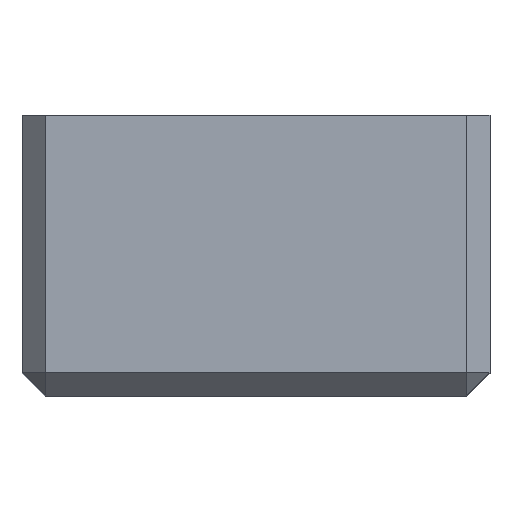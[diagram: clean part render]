
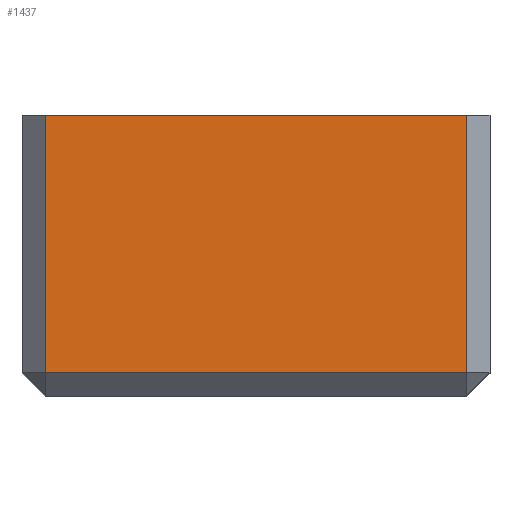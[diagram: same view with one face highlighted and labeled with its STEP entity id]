
A CAD part, top view. The second image highlights one B-rep face of the part: STEP entity #1437.
In plain terms, the highlighted planar face has unit normal (0, 0, 1).
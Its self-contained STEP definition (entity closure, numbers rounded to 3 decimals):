
#72 = PLANE('',#73);
#73 = AXIS2_PLACEMENT_3D('',#74,#75,#76);
#74 = CARTESIAN_POINT('',(-9.925,0.,2.));
#75 = DIRECTION('',(0.,-1.,0.));
#76 = DIRECTION('',(1.,0.,0.));
#100 = PLANE('',#101);
#101 = AXIS2_PLACEMENT_3D('',#102,#103,#104);
#102 = CARTESIAN_POINT('',(-7.425,0.,103.5));
#103 = DIRECTION('',(0.707,0.,-0.707));
#104 = DIRECTION('',(0.,1.,0.));
#359 = EDGE_CURVE('',#360,#362,#364,.T.);
#360 = VERTEX_POINT('',#361);
#361 = CARTESIAN_POINT('',(-4.925,0.,106.));
#362 = VERTEX_POINT('',#363);
#363 = CARTESIAN_POINT('',(85.075,0.,106.));
#364 = SURFACE_CURVE('',#365,(#369,#376),.PCURVE_S1.);
#365 = LINE('',#366,#367);
#366 = CARTESIAN_POINT('',(-9.925,0.,106.));
#367 = VECTOR('',#368,1.);
#368 = DIRECTION('',(1.,0.,0.));
#369 = PCURVE('',#72,#370);
#370 = DEFINITIONAL_REPRESENTATION('',(#371),#375);
#371 = LINE('',#372,#373);
#372 = CARTESIAN_POINT('',(0.,104.));
#373 = VECTOR('',#374,1.);
#374 = DIRECTION('',(1.,0.));
#375 = ( GEOMETRIC_REPRESENTATION_CONTEXT(2) 
PARAMETRIC_REPRESENTATION_CONTEXT() REPRESENTATION_CONTEXT('2D SPACE',''
  ) );
#376 = PCURVE('',#377,#382);
#377 = PLANE('',#378);
#378 = AXIS2_PLACEMENT_3D('',#379,#380,#381);
#379 = CARTESIAN_POINT('',(-9.925,0.,106.));
#380 = DIRECTION('',(0.,0.,1.));
#381 = DIRECTION('',(0.,-1.,0.));
#382 = DEFINITIONAL_REPRESENTATION('',(#383),#387);
#383 = LINE('',#384,#385);
#384 = CARTESIAN_POINT('',(0.,0.));
#385 = VECTOR('',#386,1.);
#386 = DIRECTION('',(0.,1.));
#387 = ( GEOMETRIC_REPRESENTATION_CONTEXT(2) 
PARAMETRIC_REPRESENTATION_CONTEXT() REPRESENTATION_CONTEXT('2D SPACE',''
  ) );
#623 = PLANE('',#624);
#624 = AXIS2_PLACEMENT_3D('',#625,#626,#627);
#625 = CARTESIAN_POINT('',(87.575,0.,103.5));
#626 = DIRECTION('',(0.707,0.,0.707));
#627 = DIRECTION('',(0.,-1.,0.));
#991 = VERTEX_POINT('',#992);
#992 = CARTESIAN_POINT('',(-4.925,-55.,106.));
#1013 = EDGE_CURVE('',#360,#991,#1014,.T.);
#1014 = SURFACE_CURVE('',#1015,(#1019,#1026),.PCURVE_S1.);
#1015 = LINE('',#1016,#1017);
#1016 = CARTESIAN_POINT('',(-4.925,0.,106.));
#1017 = VECTOR('',#1018,1.);
#1018 = DIRECTION('',(0.,-1.,0.));
#1019 = PCURVE('',#100,#1020);
#1020 = DEFINITIONAL_REPRESENTATION('',(#1021),#1025);
#1021 = LINE('',#1022,#1023);
#1022 = CARTESIAN_POINT('',(-0.,3.536));
#1023 = VECTOR('',#1024,1.);
#1024 = DIRECTION('',(-1.,0.));
#1025 = ( GEOMETRIC_REPRESENTATION_CONTEXT(2) 
PARAMETRIC_REPRESENTATION_CONTEXT() REPRESENTATION_CONTEXT('2D SPACE',''
  ) );
#1026 = PCURVE('',#377,#1027);
#1027 = DEFINITIONAL_REPRESENTATION('',(#1028),#1032);
#1028 = LINE('',#1029,#1030);
#1029 = CARTESIAN_POINT('',(0.,5.));
#1030 = VECTOR('',#1031,1.);
#1031 = DIRECTION('',(1.,0.));
#1032 = ( GEOMETRIC_REPRESENTATION_CONTEXT(2) 
PARAMETRIC_REPRESENTATION_CONTEXT() REPRESENTATION_CONTEXT('2D SPACE',''
  ) );
#1210 = PLANE('',#1211);
#1211 = AXIS2_PLACEMENT_3D('',#1212,#1213,#1214);
#1212 = CARTESIAN_POINT('',(-9.925,-57.5,103.5));
#1213 = DIRECTION('',(0.,-0.707,0.707));
#1214 = DIRECTION('',(1.,0.,0.));
#1437 = ADVANCED_FACE('',(#1438),#377,.T.);
#1438 = FACE_BOUND('',#1439,.T.);
#1439 = EDGE_LOOP('',(#1440,#1441,#1442,#1465));
#1440 = ORIENTED_EDGE('',*,*,#359,.F.);
#1441 = ORIENTED_EDGE('',*,*,#1013,.T.);
#1442 = ORIENTED_EDGE('',*,*,#1443,.T.);
#1443 = EDGE_CURVE('',#991,#1444,#1446,.T.);
#1444 = VERTEX_POINT('',#1445);
#1445 = CARTESIAN_POINT('',(85.075,-55.,106.));
#1446 = SURFACE_CURVE('',#1447,(#1451,#1458),.PCURVE_S1.);
#1447 = LINE('',#1448,#1449);
#1448 = CARTESIAN_POINT('',(-9.925,-55.,106.));
#1449 = VECTOR('',#1450,1.);
#1450 = DIRECTION('',(1.,0.,0.));
#1451 = PCURVE('',#377,#1452);
#1452 = DEFINITIONAL_REPRESENTATION('',(#1453),#1457);
#1453 = LINE('',#1454,#1455);
#1454 = CARTESIAN_POINT('',(55.,0.));
#1455 = VECTOR('',#1456,1.);
#1456 = DIRECTION('',(0.,1.));
#1457 = ( GEOMETRIC_REPRESENTATION_CONTEXT(2) 
PARAMETRIC_REPRESENTATION_CONTEXT() REPRESENTATION_CONTEXT('2D SPACE',''
  ) );
#1458 = PCURVE('',#1210,#1459);
#1459 = DEFINITIONAL_REPRESENTATION('',(#1460),#1464);
#1460 = LINE('',#1461,#1462);
#1461 = CARTESIAN_POINT('',(0.,3.536));
#1462 = VECTOR('',#1463,1.);
#1463 = DIRECTION('',(1.,0.));
#1464 = ( GEOMETRIC_REPRESENTATION_CONTEXT(2) 
PARAMETRIC_REPRESENTATION_CONTEXT() REPRESENTATION_CONTEXT('2D SPACE',''
  ) );
#1465 = ORIENTED_EDGE('',*,*,#1466,.F.);
#1466 = EDGE_CURVE('',#362,#1444,#1467,.T.);
#1467 = SURFACE_CURVE('',#1468,(#1472,#1479),.PCURVE_S1.);
#1468 = LINE('',#1469,#1470);
#1469 = CARTESIAN_POINT('',(85.075,0.,106.));
#1470 = VECTOR('',#1471,1.);
#1471 = DIRECTION('',(0.,-1.,0.));
#1472 = PCURVE('',#377,#1473);
#1473 = DEFINITIONAL_REPRESENTATION('',(#1474),#1478);
#1474 = LINE('',#1475,#1476);
#1475 = CARTESIAN_POINT('',(0.,95.));
#1476 = VECTOR('',#1477,1.);
#1477 = DIRECTION('',(1.,0.));
#1478 = ( GEOMETRIC_REPRESENTATION_CONTEXT(2) 
PARAMETRIC_REPRESENTATION_CONTEXT() REPRESENTATION_CONTEXT('2D SPACE',''
  ) );
#1479 = PCURVE('',#623,#1480);
#1480 = DEFINITIONAL_REPRESENTATION('',(#1481),#1485);
#1481 = LINE('',#1482,#1483);
#1482 = CARTESIAN_POINT('',(0.,-3.536));
#1483 = VECTOR('',#1484,1.);
#1484 = DIRECTION('',(1.,0.));
#1485 = ( GEOMETRIC_REPRESENTATION_CONTEXT(2) 
PARAMETRIC_REPRESENTATION_CONTEXT() REPRESENTATION_CONTEXT('2D SPACE',''
  ) );
